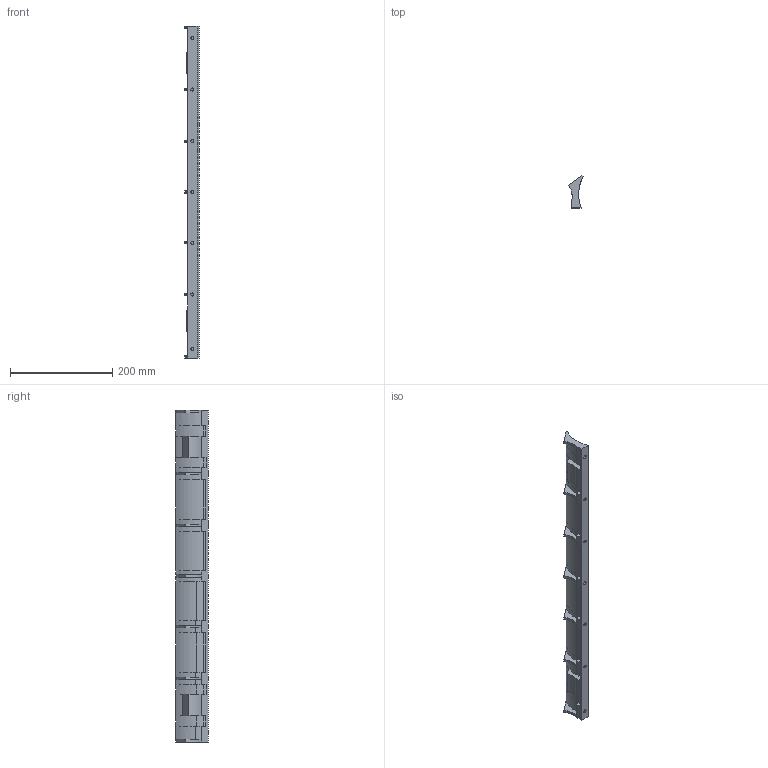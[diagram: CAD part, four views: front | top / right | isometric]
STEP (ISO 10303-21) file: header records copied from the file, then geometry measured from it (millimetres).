
FILE_DESCRIPTION (( 'STEP AP203' ), '1' );
FILE_NAME ('TMA JEANNE MODIFICATION.STEP', '2023-02-08T01:20:55', ( '' ), ( '' ), 'SwSTEP 2.0', 'SolidWorks 2022', '' );
FILE_SCHEMA (( 'CONFIG_CONTROL_DESIGN' ));
Length unit declared in the file: millimetre
Products named in the file (1): TMA JEANNE MODIFICATION
Bounding box: 27.68 x 63 x 648 mm (x, y, z)
Volume: 248485.6 mm3; surface area: 116487 mm2
Topology: 1 solids, 1 shells, 174 faces, 435 edges, 270 vertices
Faces by surface type: plane 118, cylinder 56
Entity records: 5232 total; most frequent: DIRECTION 941, CARTESIAN_POINT 880, ORIENTED_EDGE 870, EDGE_CURVE 435, AXIS2_PLACEMENT_3D 331, VECTOR 279, LINE 279, VERTEX_POINT 270
